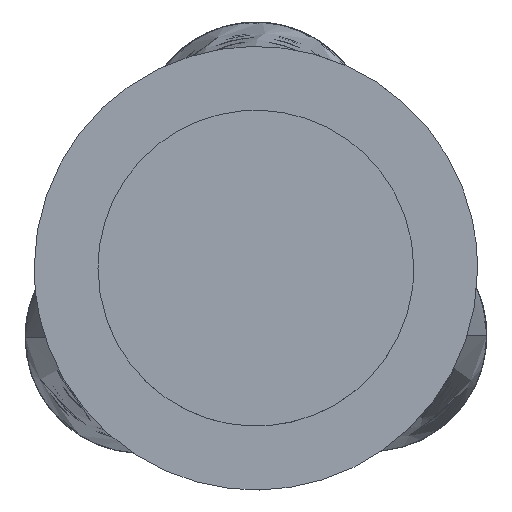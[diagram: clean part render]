
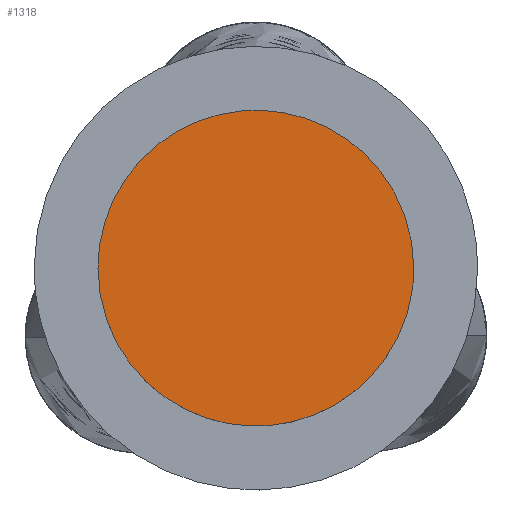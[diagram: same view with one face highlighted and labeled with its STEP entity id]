
A CAD part, top view. The second image highlights one B-rep face of the part: STEP entity #1318.
In plain terms, the highlighted planar face has unit normal (0, 0, 1).
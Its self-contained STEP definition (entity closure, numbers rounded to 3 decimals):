
#1318=ADVANCED_FACE('',(#2185),#12999,.T.);
#2185=FACE_OUTER_BOUND('',#3052,.T.);
#3052=EDGE_LOOP('',(#4039,#4040));
#4039=ORIENTED_EDGE('',*,*,#7940,.T.);
#4040=ORIENTED_EDGE('',*,*,#7943,.T.);
#7940=EDGE_CURVE('',#11642,#11644,#10092,.T.);
#7943=EDGE_CURVE('',#11644,#11642,#10095,.T.);
#10092=(
BOUNDED_CURVE()
B_SPLINE_CURVE(2,(#14377,#14378,#14379,#14380,#14381),.UNSPECIFIED.,.F.,
 .F.)
B_SPLINE_CURVE_WITH_KNOTS((3,2,3),(0.,224.221,448.443),
 .UNSPECIFIED.)
CURVE()
GEOMETRIC_REPRESENTATION_ITEM()
RATIONAL_B_SPLINE_CURVE((1.,0.707,1.,0.707,1.))
REPRESENTATION_ITEM('')
);
#10095=(
BOUNDED_CURVE()
B_SPLINE_CURVE(2,(#14389,#14390,#14391,#14392,#14393),.UNSPECIFIED.,.F.,
 .F.)
B_SPLINE_CURVE_WITH_KNOTS((3,2,3),(448.443,672.664,896.885),
 .UNSPECIFIED.)
CURVE()
GEOMETRIC_REPRESENTATION_ITEM()
RATIONAL_B_SPLINE_CURVE((1.,0.707,1.,0.707,1.))
REPRESENTATION_ITEM('')
);
#11642=VERTEX_POINT('',#14367);
#11644=VERTEX_POINT('',#14369);
#12999=PLANE('',#13877);
#13877=AXIS2_PLACEMENT_3D('',#14355,#14110,$);
#14110=DIRECTION('',(0.,0.,1.));
#14355=CARTESIAN_POINT('',(-178.43,-178.43,754.));
#14367=CARTESIAN_POINT('',(142.744,0.,754.));
#14369=CARTESIAN_POINT('',(-142.744,0.,754.));
#14377=CARTESIAN_POINT('',(142.744,0.,754.));
#14378=CARTESIAN_POINT('',(142.744,142.744,754.));
#14379=CARTESIAN_POINT('',(0.,142.744,754.));
#14380=CARTESIAN_POINT('',(-142.744,142.744,754.));
#14381=CARTESIAN_POINT('',(-142.744,0.,754.));
#14389=CARTESIAN_POINT('',(-142.744,0.,754.));
#14390=CARTESIAN_POINT('',(-142.744,-142.744,754.));
#14391=CARTESIAN_POINT('',(0.,-142.744,754.));
#14392=CARTESIAN_POINT('',(142.744,-142.744,754.));
#14393=CARTESIAN_POINT('',(142.744,0.,754.));
